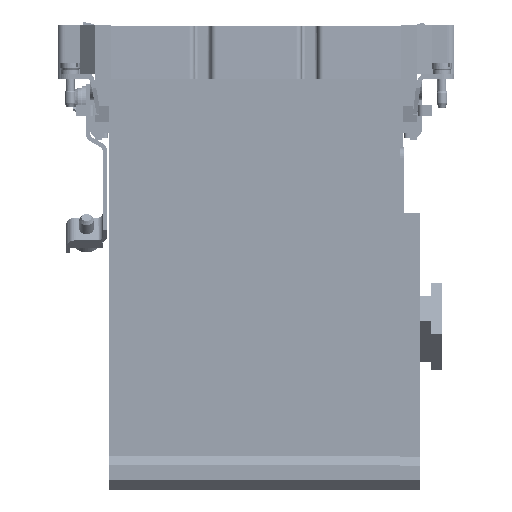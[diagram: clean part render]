
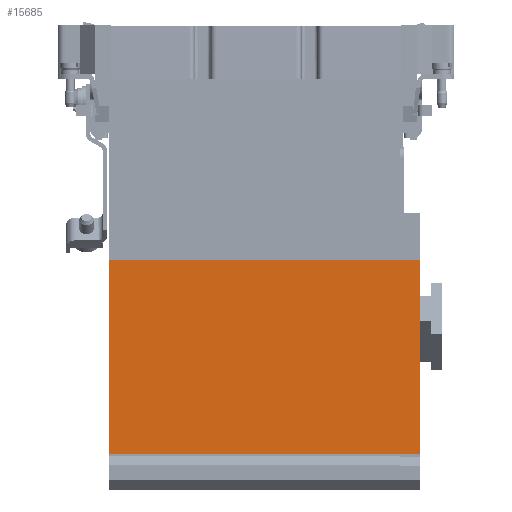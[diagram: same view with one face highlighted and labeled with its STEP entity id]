
A CAD part, front view. The second image highlights one B-rep face of the part: STEP entity #15685.
In plain terms, the highlighted planar face has unit normal (0, -1, 0).
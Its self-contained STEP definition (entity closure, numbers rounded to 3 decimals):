
#13081=FACE_OUTER_BOUND('',#24484,.T.);
#15685=ADVANCED_FACE('',(#13081),#19101,.T.);
#19101=PLANE('',#76727);
#24484=EDGE_LOOP('',(#32386,#32387,#32388,#32389));
#32386=ORIENTED_EDGE('',*,*,#52507,.F.);
#32387=ORIENTED_EDGE('',*,*,#52508,.F.);
#32388=ORIENTED_EDGE('',*,*,#52439,.F.);
#32389=ORIENTED_EDGE('',*,*,#52505,.T.);
#46225=VERTEX_POINT('',#104607);
#46226=VERTEX_POINT('',#104609);
#46275=VERTEX_POINT('',#104737);
#46276=VERTEX_POINT('',#104741);
#52439=EDGE_CURVE('',#46225,#46226,#64328,.T.);
#52505=EDGE_CURVE('',#46225,#46275,#64391,.T.);
#52507=EDGE_CURVE('',#46276,#46275,#64393,.T.);
#52508=EDGE_CURVE('',#46226,#46276,#64394,.T.);
#64328=LINE('',#104608,#69467);
#64391=LINE('',#104736,#69530);
#64393=LINE('',#104740,#69532);
#64394=LINE('',#104742,#69533);
#69467=VECTOR('',#84714,1.);
#69530=VECTOR('',#84809,1.);
#69532=VECTOR('',#84813,1.);
#69533=VECTOR('',#84814,1.);
#76727=AXIS2_PLACEMENT_3D('',#104743,#84815,#84816);
#84714=DIRECTION('',(0.,0.,-1.));
#84809=DIRECTION('',(-1.,0.,0.));
#84813=DIRECTION('',(0.,0.,1.));
#84814=DIRECTION('',(-1.,0.,0.));
#84815=DIRECTION('',(0.,-1.,0.));
#84816=DIRECTION('',(0.,0.,1.));
#104607=CARTESIAN_POINT('',(46.,-29.5,-50.7));
#104608=CARTESIAN_POINT('',(46.,-29.5,-50.9));
#104609=CARTESIAN_POINT('',(46.,-29.5,-104.9));
#104736=CARTESIAN_POINT('',(40.3,-29.5,-50.7));
#104737=CARTESIAN_POINT('',(-40.98,-29.5,-50.7));
#104740=CARTESIAN_POINT('',(-40.98,-29.5,-103.7));
#104741=CARTESIAN_POINT('',(-40.98,-29.5,-104.9));
#104742=CARTESIAN_POINT('',(40.3,-29.5,-104.9));
#104743=CARTESIAN_POINT('',(40.3,-29.5,-50.9));
